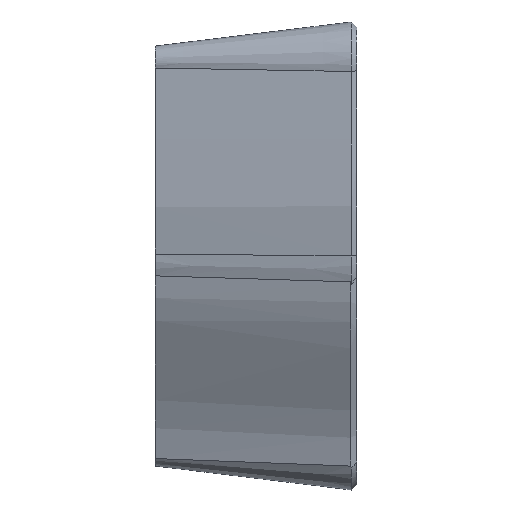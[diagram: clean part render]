
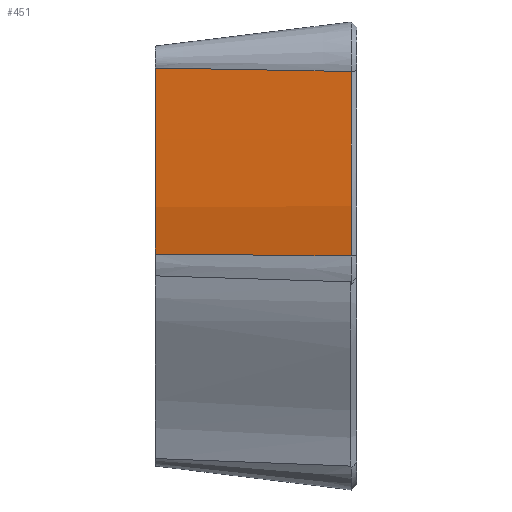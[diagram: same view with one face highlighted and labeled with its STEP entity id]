
A CAD part, left-side view. The second image highlights one B-rep face of the part: STEP entity #451.
In plain terms, the highlighted free-form (B-spline) face has degree [1, 3] with [2, 16] control points.
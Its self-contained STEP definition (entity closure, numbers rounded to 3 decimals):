
#79 = EDGE_CURVE ( 'NONE', #2226, #1018, #963, .T. ) ;
#105 = CARTESIAN_POINT ( 'NONE',  ( -5.945, 0.445, 14.643 ) ) ;
#113 = CARTESIAN_POINT ( 'NONE',  ( -4.032, 16., 0.159 ) ) ;
#128 = CARTESIAN_POINT ( 'NONE',  ( -4.036, 16., 14.923 ) ) ;
#129 = CARTESIAN_POINT ( 'NONE',  ( -6.134, 0.445, 9.754 ) ) ;
#138 = CARTESIAN_POINT ( 'NONE',  ( -5.982, 0., -0.1 ) ) ;
#149 = CARTESIAN_POINT ( 'NONE',  ( -3.664, 19.2, 0.331 ) ) ;
#174 = CARTESIAN_POINT ( 'NONE',  ( -6.41, 0., 4.868 ) ) ;
#206 = CARTESIAN_POINT ( 'NONE',  ( -4.044, 16., 0.223 ) ) ;
#285 = EDGE_CURVE ( 'NONE', #2226, #2006, #2396, .T. ) ;
#294 = CARTESIAN_POINT ( 'NONE',  ( -4.354, 13.408, 14.864 ) ) ;
#301 = CARTESIAN_POINT ( 'NONE',  ( -6.217, 0.445, 8.532 ) ) ;
#307 = ORIENTED_EDGE ( 'NONE', *, *, #1478, .T. ) ;
#330 = CARTESIAN_POINT ( 'NONE',  ( -4.228, 16., 9.633 ) ) ;
#338 = CARTESIAN_POINT ( 'NONE',  ( -3.643, 19.2, 15.023 ) ) ;
#345 = CARTESIAN_POINT ( 'NONE',  ( -4.444, 16., 4.86 ) ) ;
#365 = CARTESIAN_POINT ( 'NONE',  ( -3.836, 19.2, 9.608 ) ) ;
#369 = CARTESIAN_POINT ( 'NONE',  ( -4.368, 16., 2.569 ) ) ;
#378 = CARTESIAN_POINT ( 'NONE',  ( -6.219, 0., 1.213 ) ) ;
#413 = CARTESIAN_POINT ( 'NONE',  ( -4.032, 16., 0.159 ) ) ;
#451 = ADVANCED_FACE ( 'NONE', ( #572 ), #846, .F. ) ;
#484 = EDGE_LOOP ( 'NONE', ( #2508, #307, #2495, #1511 ) ) ;
#488 = CARTESIAN_POINT ( 'NONE',  ( -5.945, 0.445, 0.005 ) ) ;
#504 = CARTESIAN_POINT ( 'NONE',  ( -5.946, 0.445, 0.007 ) ) ;
#529 = CARTESIAN_POINT ( 'NONE',  ( -3.643, 19.2, 14.77 ) ) ;
#556 = CARTESIAN_POINT ( 'NONE',  ( -3.875, 19.2, 1.495 ) ) ;
#564 = CARTESIAN_POINT ( 'NONE',  ( -4.055, 16., 0.286 ) ) ;
#572 = FACE_OUTER_BOUND ( 'NONE', #484, .T. ) ;
#581 = VERTEX_POINT ( 'NONE', #1322 ) ;
#737 = CARTESIAN_POINT ( 'NONE',  ( -5.946, 0.445, 0.01 ) ) ;
#746 = CARTESIAN_POINT ( 'NONE',  ( -5.309, 5.63, 14.725 ) ) ;
#747 = CARTESIAN_POINT ( 'NONE',  ( -4.051, 19.2, 4.858 ) ) ;
#772 = CARTESIAN_POINT ( 'NONE',  ( -5.945, 0.445, 14.647 ) ) ;
#785 = CARTESIAN_POINT ( 'NONE',  ( -6.189, 0., 9.758 ) ) ;
#846 = B_SPLINE_SURFACE_WITH_KNOTS ( 'NONE', 1, 3, ( 
 ( #1173, #1992, #138, #981, #378, #1379, #174, #2398, #2371, #785, #2016, #2385, #2570, #2190, #958, #2584 ),
 ( #2202, #1816, #149, #1341, #556, #1367, #747, #2622, #971, #365, #1355, #1803, #2174, #529, #2608, #338 ) ),
 .UNSPECIFIED., .F., .F., .F.,
 ( 2, 2 ),
 ( 4, 3, 2, 2, 2, 3, 4 ),
 ( 0., 1. ),
 ( -0.021, 0., 0.25, 0.5, 0.75, 1., 1.024 ),
 .UNSPECIFIED. ) ;
#918 = CARTESIAN_POINT ( 'NONE',  ( -5.945, 0.445, 14.645 ) ) ;
#934 = CARTESIAN_POINT ( 'NONE',  ( -4.034, 16., 13.366 ) ) ;
#948 = CARTESIAN_POINT ( 'NONE',  ( -5.945, 0.445, 14.641 ) ) ;
#957 = CARTESIAN_POINT ( 'NONE',  ( -4.672, 10.815, 14.815 ) ) ;
#958 = CARTESIAN_POINT ( 'NONE',  ( -6., 0., 14.879 ) ) ;
#963 = B_SPLINE_CURVE_WITH_KNOTS ( 'NONE', 3,
 ( #413, #206, #564, #2180, #1138, #369, #345, #1563, #1793, #330, #2361, #934, #2389, #2562, #1190, #2589 ),
 .UNSPECIFIED., .F., .F.,
 ( 4, 3, 2, 2, 2, 3, 4 ),
 ( 0., 0., 0.004, 0.007, 0.011, 0.015, 0.015 ),
 .UNSPECIFIED. ) ;
#971 = CARTESIAN_POINT ( 'NONE',  ( -3.918, 19.2, 8.393 ) ) ;
#981 = CARTESIAN_POINT ( 'NONE',  ( -6., 0., 0. ) ) ;
#1018 = VERTEX_POINT ( 'NONE', #128 ) ;
#1101 = CARTESIAN_POINT ( 'NONE',  ( -4.619, 11.24, 0.116 ) ) ;
#1138 = CARTESIAN_POINT ( 'NONE',  ( -4.266, 16., 1.448 ) ) ;
#1173 = CARTESIAN_POINT ( 'NONE',  ( -5.946, 0., -0.301 ) ) ;
#1190 = CARTESIAN_POINT ( 'NONE',  ( -4.036, 16., 14.83 ) ) ;
#1302 = CARTESIAN_POINT ( 'NONE',  ( -6.165, 0.445, 1.219 ) ) ;
#1316 = CARTESIAN_POINT ( 'NONE',  ( -6.355, 0.445, 4.868 ) ) ;
#1322 = CARTESIAN_POINT ( 'NONE',  ( -5.945, 0.445, 14.647 ) ) ;
#1340 = CARTESIAN_POINT ( 'NONE',  ( -4.036, 16., 14.923 ) ) ;
#1341 = CARTESIAN_POINT ( 'NONE',  ( -3.68, 19.2, 0.42 ) ) ;
#1355 = CARTESIAN_POINT ( 'NONE',  ( -3.697, 19.2, 12.088 ) ) ;
#1367 = CARTESIAN_POINT ( 'NONE',  ( -3.975, 19.2, 2.597 ) ) ;
#1379 = CARTESIAN_POINT ( 'NONE',  ( -6.329, 0., 2.43 ) ) ;
#1478 = EDGE_CURVE ( 'NONE', #2006, #581, #2362, .T. ) ;
#1511 = ORIENTED_EDGE ( 'NONE', *, *, #79, .F. ) ;
#1547 = CARTESIAN_POINT ( 'NONE',  ( -5.944, 0.445, 13.421 ) ) ;
#1561 = CARTESIAN_POINT ( 'NONE',  ( -5.946, 0.445, 0.008 ) ) ;
#1563 = CARTESIAN_POINT ( 'NONE',  ( -4.418, 16., 6.03 ) ) ;
#1569 = B_SPLINE_CURVE_WITH_KNOTS ( 'NONE', 3,
 ( #1340, #294, #957, #746, #2159, #772 ),
 .UNSPECIFIED., .F., .F.,
 ( 4, 2, 4 ),
 ( 0., 0.008, 0.016 ),
 .UNSPECIFIED. ) ;
#1793 = CARTESIAN_POINT ( 'NONE',  ( -4.31, 16., 8.417 ) ) ;
#1803 = CARTESIAN_POINT ( 'NONE',  ( -3.641, 19.2, 13.354 ) ) ;
#1816 = CARTESIAN_POINT ( 'NONE',  ( -3.648, 19.2, 0.242 ) ) ;
#1915 = CARTESIAN_POINT ( 'NONE',  ( -5.945, 0.445, 0.005 ) ) ;
#1940 = CARTESIAN_POINT ( 'NONE',  ( -5.998, 0.445, 12.199 ) ) ;
#1992 = CARTESIAN_POINT ( 'NONE',  ( -5.964, 0., -0.201 ) ) ;
#2006 = VERTEX_POINT ( 'NONE', #1915 ) ;
#2016 = CARTESIAN_POINT ( 'NONE',  ( -6.052, 0., 12.202 ) ) ;
#2106 = CARTESIAN_POINT ( 'NONE',  ( -4.911, 8.86, 0.093 ) ) ;
#2137 = CARTESIAN_POINT ( 'NONE',  ( -6.327, 0.445, 6.088 ) ) ;
#2159 = CARTESIAN_POINT ( 'NONE',  ( -5.627, 3.038, 14.685 ) ) ;
#2174 = CARTESIAN_POINT ( 'NONE',  ( -3.643, 19.2, 14.644 ) ) ;
#2180 = CARTESIAN_POINT ( 'NONE',  ( -4.067, 16., 0.35 ) ) ;
#2190 = CARTESIAN_POINT ( 'NONE',  ( -6., 0., 14.76 ) ) ;
#2202 = CARTESIAN_POINT ( 'NONE',  ( -3.632, 19.2, 0.153 ) ) ;
#2226 = VERTEX_POINT ( 'NONE', #2531 ) ;
#2315 = CARTESIAN_POINT ( 'NONE',  ( -5.601, 3.25, 0.036 ) ) ;
#2344 = CARTESIAN_POINT ( 'NONE',  ( -5.945, 0.445, 14.647 ) ) ;
#2357 = CARTESIAN_POINT ( 'NONE',  ( -4.326, 13.62, 0.138 ) ) ;
#2361 = CARTESIAN_POINT ( 'NONE',  ( -4.09, 16., 12.107 ) ) ;
#2362 = B_SPLINE_CURVE_WITH_KNOTS ( 'NONE', 3,
 ( #2559, #504, #1561, #737, #1302, #2530, #1316, #2137, #301, #129, #1940, #1547, #948, #105, #918, #2344 ),
 .UNSPECIFIED., .F., .F.,
 ( 4, 3, 2, 2, 2, 3, 4 ),
 ( 0., 0., 0.25, 0.5, 0.75, 1., 1. ),
 .UNSPECIFIED. ) ;
#2371 = CARTESIAN_POINT ( 'NONE',  ( -6.271, 0., 8.535 ) ) ;
#2385 = CARTESIAN_POINT ( 'NONE',  ( -5.998, 0., 13.423 ) ) ;
#2389 = CARTESIAN_POINT ( 'NONE',  ( -4.035, 16., 14.644 ) ) ;
#2396 = B_SPLINE_CURVE_WITH_KNOTS ( 'NONE', 3,
 ( #113, #2357, #1101, #2106, #2527, #2315, #488 ),
 .UNSPECIFIED., .F., .F.,
 ( 4, 3, 4 ),
 ( 0., 0.007, 0.016 ),
 .UNSPECIFIED. ) ;
#2398 = CARTESIAN_POINT ( 'NONE',  ( -6.382, 0., 6.09 ) ) ;
#2495 = ORIENTED_EDGE ( 'NONE', *, *, #2503, .F. ) ;
#2503 = EDGE_CURVE ( 'NONE', #1018, #581, #1569, .T. ) ;
#2508 = ORIENTED_EDGE ( 'NONE', *, *, #285, .T. ) ;
#2527 = CARTESIAN_POINT ( 'NONE',  ( -5.256, 6.055, 0.065 ) ) ;
#2530 = CARTESIAN_POINT ( 'NONE',  ( -6.274, 0.445, 2.434 ) ) ;
#2531 = CARTESIAN_POINT ( 'NONE',  ( -4.032, 16., 0.159 ) ) ;
#2559 = CARTESIAN_POINT ( 'NONE',  ( -5.945, 0.445, 0.005 ) ) ;
#2562 = CARTESIAN_POINT ( 'NONE',  ( -4.036, 16., 14.737 ) ) ;
#2570 = CARTESIAN_POINT ( 'NONE',  ( -6., 0., 14.641 ) ) ;
#2584 = CARTESIAN_POINT ( 'NONE',  ( -6.001, 0., 14.998 ) ) ;
#2589 = CARTESIAN_POINT ( 'NONE',  ( -4.036, 16., 14.923 ) ) ;
#2608 = CARTESIAN_POINT ( 'NONE',  ( -3.643, 19.2, 14.896 ) ) ;
#2622 = CARTESIAN_POINT ( 'NONE',  ( -4.025, 19.2, 6.018 ) ) ;
